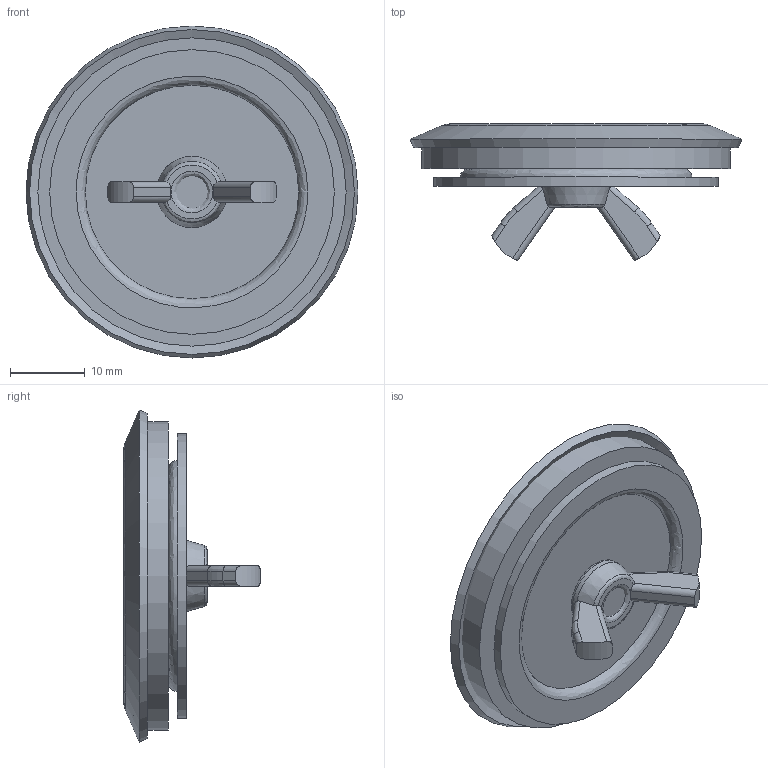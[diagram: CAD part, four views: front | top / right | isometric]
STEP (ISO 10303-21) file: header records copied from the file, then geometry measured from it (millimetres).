
FILE_DESCRIPTION (( 'STEP AP203' ), '1' );
FILE_NAME ('SCE-ASPB-RAL7035.step', '2021-02-09T22:07:44', ( 'ADC123' ), ( 'Microsoft' ), 'SwSTEP 2.0', 'SolidWorks 2019', '' );
FILE_SCHEMA (( 'CONFIG_CONTROL_DESIGN' ));
Length unit declared in the file: inch
Products named in the file (1): SCE-ASPB-RAL7035
Bounding box: 44.45 x 18.28 x 44.45 mm (x, y, z)
Volume: 10337.7 mm3; surface area: 9906.9 mm2
Topology: 5 solids, 5 shells, 72 faces, 175 edges, 116 vertices
Faces by surface type: plane 27, cylinder 24, bspline 15, cone 6
Full cylindrical faces by diameter (mm): 3.175 x1, 4.064 x1, 4.902 x1, 5.159 x1, 9.525 x2, 38.1 x1, 41.275 x1
Entity records: 3245 total; most frequent: CARTESIAN_POINT 1768, ORIENTED_EDGE 288, DIRECTION 246, EDGE_CURVE 144, VERTEX_POINT 106, AXIS2_PLACEMENT_3D 104, EDGE_LOOP 102, FACE_OUTER_BOUND 89
